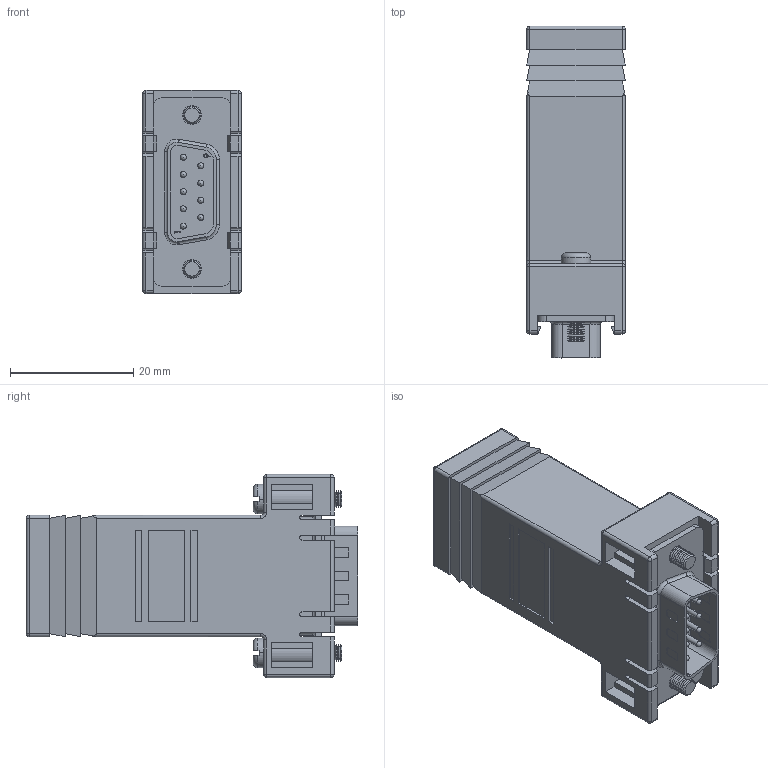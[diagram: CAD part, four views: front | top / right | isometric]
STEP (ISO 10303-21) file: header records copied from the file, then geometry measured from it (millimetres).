
FILE_DESCRIPTION (( 'STEP AP203' ), '1' );
FILE_NAME ('RBA098M.STEP', '2013-07-22T20:54:06', ( 'x' ), ( '' ), 'SwSTEP 2.0', 'SolidWorks 2012', '' );
FILE_SCHEMA (( 'CONFIG_CONTROL_DESIGN' ));
Length unit declared in the file: inch
Products named in the file (6): RBA098M; 3AA01-004_4-40 x .500 PAN HEAD SCREW; C&P9M; CRIMP&POKE M; RA098-MA1
Assembly tree (14 placements, depth 3):
  RBA098M
    RA098-MA1
    C&P9M
      C&P9M
      CRIMP&POKE M  x9
    3AA01-004_4-40 x .500 PAN HEAD SCREW  x2
Bounding box: 16 x 53.92 x 33.02 mm (x, y, z)
Volume: 9597.1 mm3; surface area: 11924.1 mm2
Topology: 13 solids, 13 shells, 1156 faces, 2671 edges, 1596 vertices
Faces by surface type: plane 408, cylinder 404, cone 286, torus 28, sphere 21, bspline 9
Entity records: 24940 total; most frequent: CARTESIAN_POINT 4612, DIRECTION 4198, ORIENTED_EDGE 3926, EDGE_CURVE 1963, AXIS2_PLACEMENT_3D 1445, LINE 1308, VECTOR 1308, VERTEX_POINT 1211
